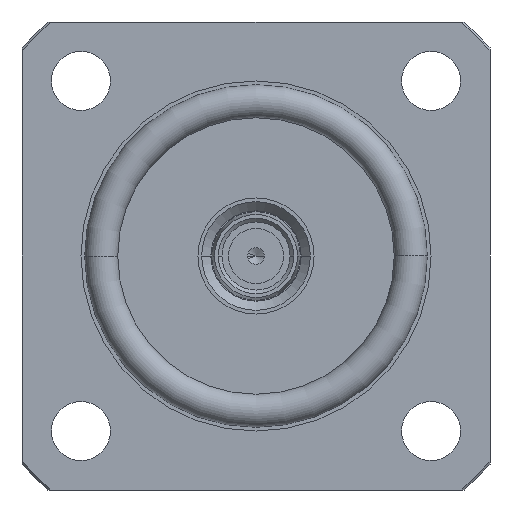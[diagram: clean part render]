
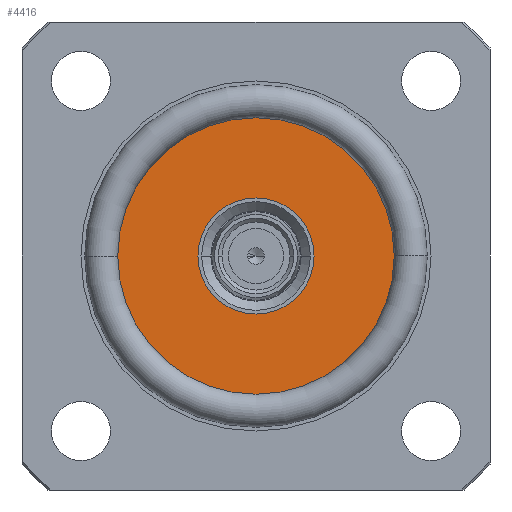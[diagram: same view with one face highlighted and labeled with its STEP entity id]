
A CAD part, left-side view. The second image highlights one B-rep face of the part: STEP entity #4416.
In plain terms, the highlighted planar face has unit normal (-1, 0, 0).
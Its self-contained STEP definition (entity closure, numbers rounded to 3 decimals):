
#53 = DIRECTION ( 'NONE',  ( -1., 0., 0. ) ) ;
#167 = FACE_OUTER_BOUND ( 'NONE', #2145, .T. ) ;
#295 = ORIENTED_EDGE ( 'NONE', *, *, #4282, .T. ) ;
#606 = VERTEX_POINT ( 'NONE', #2073 ) ;
#706 = DIRECTION ( 'NONE',  ( -1., 0., 0. ) ) ;
#875 = DIRECTION ( 'NONE',  ( 0., -1., 0. ) ) ;
#1641 = AXIS2_PLACEMENT_3D ( 'NONE', #3353, #10170, #5989 ) ;
#1832 = AXIS2_PLACEMENT_3D ( 'NONE', #5963, #9313, #2774 ) ;
#2073 = CARTESIAN_POINT ( 'NONE',  ( -23., 3.15, 0. ) ) ;
#2139 = AXIS2_PLACEMENT_3D ( 'NONE', #10671, #6394, #10724 ) ;
#2145 = EDGE_LOOP ( 'NONE', ( #9327, #295 ) ) ;
#2487 = EDGE_CURVE ( 'NONE', #606, #3430, #8808, .T. ) ;
#2539 = CARTESIAN_POINT ( 'NONE',  ( -23., 7.5, 0. ) ) ;
#2774 = DIRECTION ( 'NONE',  ( 0., -1., 0. ) ) ;
#3353 = CARTESIAN_POINT ( 'NONE',  ( -23., -7.5, 0. ) ) ;
#3430 = VERTEX_POINT ( 'NONE', #8128 ) ;
#3478 = EDGE_CURVE ( 'NONE', #3430, #606, #4169, .T. ) ;
#4169 = CIRCLE ( 'NONE', #6990, 3.15 ) ;
#4196 = EDGE_CURVE ( 'NONE', #8679, #7541, #9880, .T. ) ;
#4218 = CARTESIAN_POINT ( 'NONE',  ( -23., 0., 0. ) ) ;
#4282 = EDGE_CURVE ( 'NONE', #7541, #8679, #6734, .T. ) ;
#4416 = ADVANCED_FACE ( 'NONE', ( #5880, #167 ), #6649, .F. ) ;
#5364 = DIRECTION ( 'NONE',  ( 0., -1., 0. ) ) ;
#5880 = FACE_BOUND ( 'NONE', #10434, .T. ) ;
#5963 = CARTESIAN_POINT ( 'NONE',  ( -23., 0., 0. ) ) ;
#5989 = DIRECTION ( 'NONE',  ( 0., 1., 0. ) ) ;
#6028 = CARTESIAN_POINT ( 'NONE',  ( -23., -7.5, 0. ) ) ;
#6153 = ORIENTED_EDGE ( 'NONE', *, *, #3478, .F. ) ;
#6394 = DIRECTION ( 'NONE',  ( -1., 0., 0. ) ) ;
#6649 = PLANE ( 'NONE',  #1641 ) ;
#6734 = CIRCLE ( 'NONE', #10243, 7.5 ) ;
#6990 = AXIS2_PLACEMENT_3D ( 'NONE', #4218, #53, #875 ) ;
#7411 = CARTESIAN_POINT ( 'NONE',  ( -23., 0., 0. ) ) ;
#7541 = VERTEX_POINT ( 'NONE', #2539 ) ;
#7740 = ORIENTED_EDGE ( 'NONE', *, *, #2487, .F. ) ;
#8128 = CARTESIAN_POINT ( 'NONE',  ( -23., -3.15, 0. ) ) ;
#8679 = VERTEX_POINT ( 'NONE', #6028 ) ;
#8808 = CIRCLE ( 'NONE', #2139, 3.15 ) ;
#9313 = DIRECTION ( 'NONE',  ( -1., 0., 0. ) ) ;
#9327 = ORIENTED_EDGE ( 'NONE', *, *, #4196, .T. ) ;
#9880 = CIRCLE ( 'NONE', #1832, 7.5 ) ;
#10170 = DIRECTION ( 'NONE',  ( 1., 0., 0. ) ) ;
#10243 = AXIS2_PLACEMENT_3D ( 'NONE', #7411, #706, #5364 ) ;
#10434 = EDGE_LOOP ( 'NONE', ( #6153, #7740 ) ) ;
#10671 = CARTESIAN_POINT ( 'NONE',  ( -23., 0., 0. ) ) ;
#10724 = DIRECTION ( 'NONE',  ( 0., -1., 0. ) ) ;
